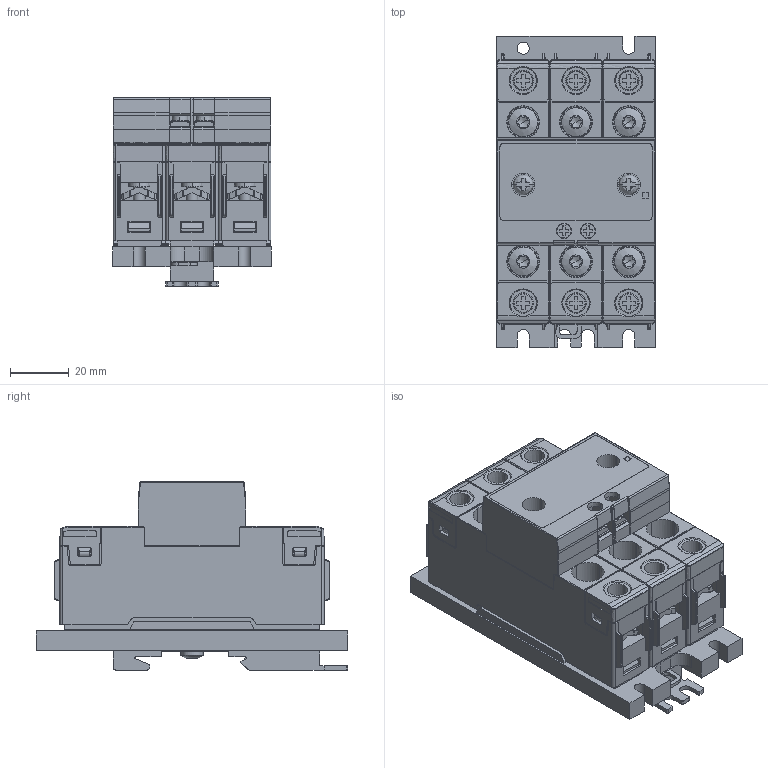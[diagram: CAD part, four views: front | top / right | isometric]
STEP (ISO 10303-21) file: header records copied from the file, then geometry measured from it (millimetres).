
FILE_DESCRIPTION((''),'2;1');
FILE_NAME('CGI1212-00.stp','2014-12-10T09:32:02',(''),(''),'Mechanical Desktop 2009','Mechanical Desktop 2009',', , ');
FILE_SCHEMA(('CONFIG_CONTROL_DESIGN'));
Length unit declared in the file: millimetre
Products named in the file (2): Product; CGI1212-00
Assembly tree (1 placements, depth 2):
  Product
    CGI1212-00
Bounding box: 54 x 106 x 64.18 mm (x, y, z)
Volume: 219068.6 mm3; surface area: 58115.4 mm2
Topology: 1 solids, 1 shells, 2231 faces, 6391 edges, 4199 vertices
Faces by surface type: bspline 962, plane 725, cylinder 442, cone 54, torus 30, sphere 18
Entity records: 85670 total; most frequent: CARTESIAN_POINT 29277, ORIENTED_EDGE 12682, DIRECTION 10686, EDGE_CURVE 6341, VERTEX_POINT 4199, VECTOR 3906, LINE 3906, AXIS2_PLACEMENT_3D 3390
